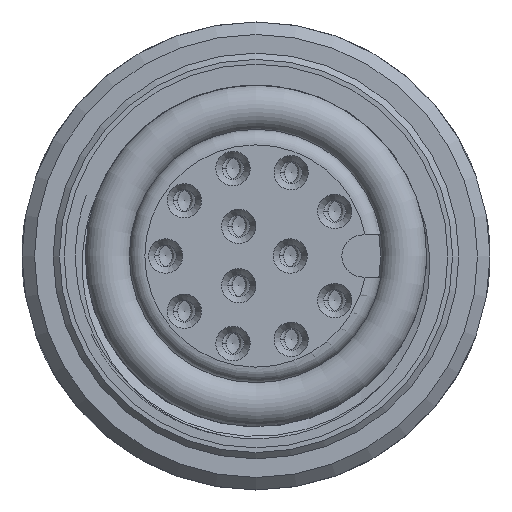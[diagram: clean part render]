
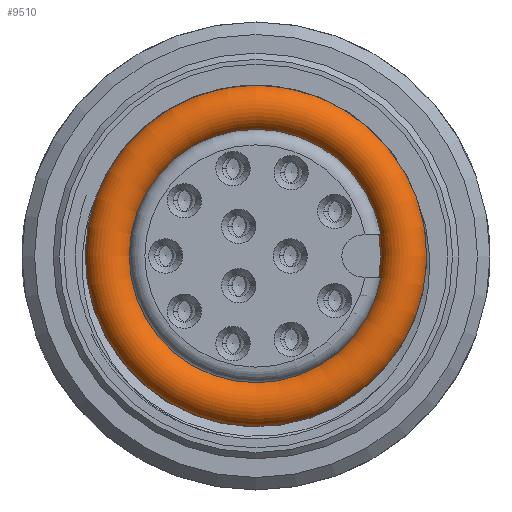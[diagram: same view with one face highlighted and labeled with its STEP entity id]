
A CAD part, front view. The second image highlights one B-rep face of the part: STEP entity #9510.
In plain terms, the highlighted toroidal (fillet/blend) face has major radius 4.75 mm and minor radius 0.75 mm.
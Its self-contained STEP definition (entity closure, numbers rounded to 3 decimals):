
#26=TOROIDAL_SURFACE($,#10648,4.75,0.75);
#2337=CIRCLE($,#10649,0.75);
#2338=CIRCLE($,#10650,5.5);
#2938=FACE_OUTER_BOUND($,#3642,.T.);
#3642=EDGE_LOOP($,(#8198,#8200,#8199,#8201));
#4700=VERTEX_POINT($,#17199);
#5915=EDGE_CURVE($,#4700,#4700,#2337,.T.);
#5916=EDGE_CURVE($,#4700,#4700,#2338,.T.);
#8198=ORIENTED_EDGE($,*,*,#5915,.T.);
#8199=ORIENTED_EDGE($,*,*,#5915,.F.);
#8200=ORIENTED_EDGE($,*,*,#5916,.T.);
#8201=ORIENTED_EDGE($,*,*,#5916,.F.);
#9510=ADVANCED_FACE($,(#2938),#26,.T.);
#10648=AXIS2_PLACEMENT_3D($,#17196,#13224,#13225);
#10649=AXIS2_PLACEMENT_3D($,#17197,#13226,#13227);
#10650=AXIS2_PLACEMENT_3D($,#17198,#13228,#13229);
#13224=DIRECTION('center_axis',(0.,-1.,0.));
#13225=DIRECTION('ref_axis',(0.,0.,-1.));
#13226=DIRECTION('center_axis',(-1.,0.,0.));
#13227=DIRECTION('ref_axis',(0.,0.,-1.));
#13228=DIRECTION('center_axis',(0.,1.,0.));
#13229=DIRECTION('ref_axis',(0.,0.,-1.));
#17196=CARTESIAN_POINT('Origin',(0.,0.,0.));
#17197=CARTESIAN_POINT('Origin',(0.,0.,-4.75));
#17198=CARTESIAN_POINT('Origin',(0.,0.,0.));
#17199=CARTESIAN_POINT('',(0.,0.,-5.5));
